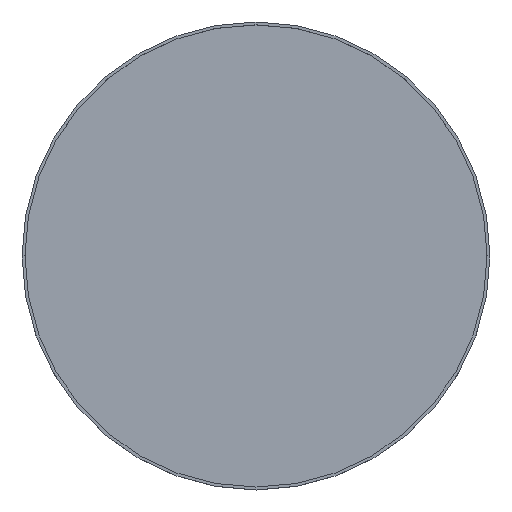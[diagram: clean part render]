
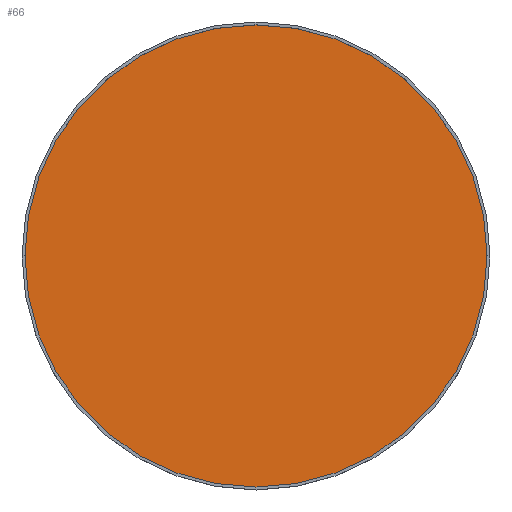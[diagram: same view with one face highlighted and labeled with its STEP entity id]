
A CAD part, top view. The second image highlights one B-rep face of the part: STEP entity #66.
In plain terms, the highlighted planar face has unit normal (0, 0, 1).
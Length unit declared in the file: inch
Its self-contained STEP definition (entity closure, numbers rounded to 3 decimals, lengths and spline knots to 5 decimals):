
#17=PLANE('',#77);
#25=FACE_OUTER_BOUND('',#33,.T.);
#33=EDGE_LOOP('',(#53));
#36=CIRCLE('',#72,1.2715);
#40=VERTEX_POINT('',#103);
#44=EDGE_CURVE('',#40,#40,#36,.T.);
#53=ORIENTED_EDGE('',*,*,#44,.T.);
#66=ADVANCED_FACE('',(#25),#17,.F.);
#72=AXIS2_PLACEMENT_3D('',#104,#85,#86);
#77=AXIS2_PLACEMENT_3D('',#111,#95,#96);
#85=DIRECTION('center_axis',(0.,0.,1.));
#86=DIRECTION('ref_axis',(1.,0.,0.));
#95=DIRECTION('center_axis',(0.,0.,-1.));
#96=DIRECTION('ref_axis',(-1.,0.,0.));
#103=CARTESIAN_POINT('',(-1.2715,0.,0.));
#104=CARTESIAN_POINT('Origin',(0.,0.,0.));
#111=CARTESIAN_POINT('Origin',(0.,0.,0.));
